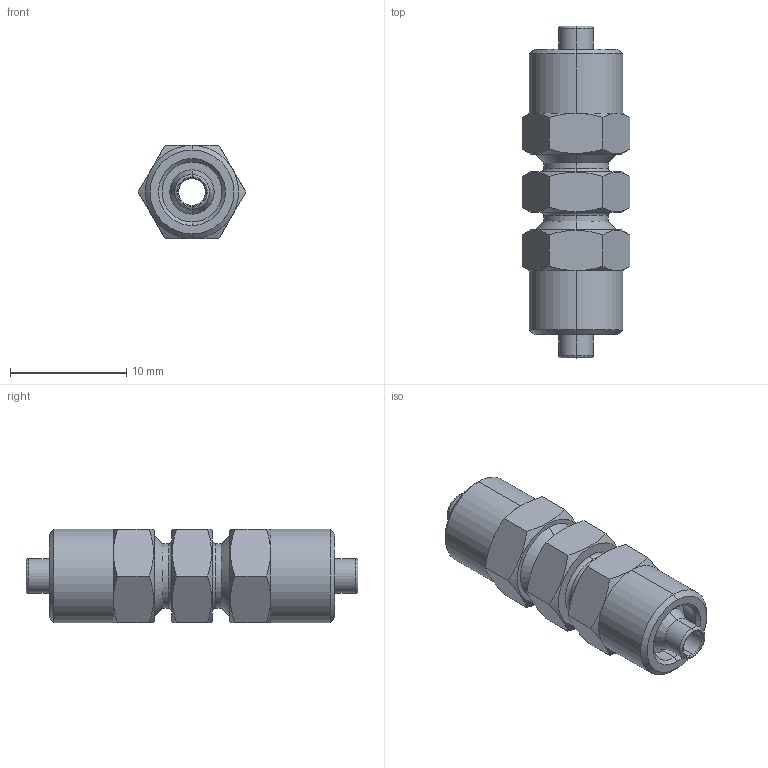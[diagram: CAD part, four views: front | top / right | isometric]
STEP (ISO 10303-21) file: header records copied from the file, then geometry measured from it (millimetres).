
FILE_DESCRIPTION(( 'MC.14.05.00.STEP' ), '1');
FILE_NAME( 'MC.14.05.00.STEP', '2018-11-12T10:51:58',( 'Sopra'),('sopra-pneumatic.com'), 'SwSTEP 2.0','SolidWorks 2009','' );
FILE_SCHEMA (( 'CONFIG_CONTROL_DESIGN' ));
Length unit declared in the file: millimetre
Products named in the file (1): 02049020
Bounding box: 9.24 x 28.5 x 8 mm (x, y, z)
Volume: 1080.1 mm3; surface area: 1119.3 mm2
Topology: 1 solids, 1 shells, 96 faces, 212 edges, 126 vertices
Faces by surface type: cone 38, plane 28, cylinder 22, torus 8
Entity records: 2883 total; most frequent: CARTESIAN_POINT 731, DIRECTION 440, ORIENTED_EDGE 424, EDGE_CURVE 212, AXIS2_PLACEMENT_3D 187, VERTEX_POINT 126, EDGE_LOOP 106, FACE_OUTER_BOUND 96
